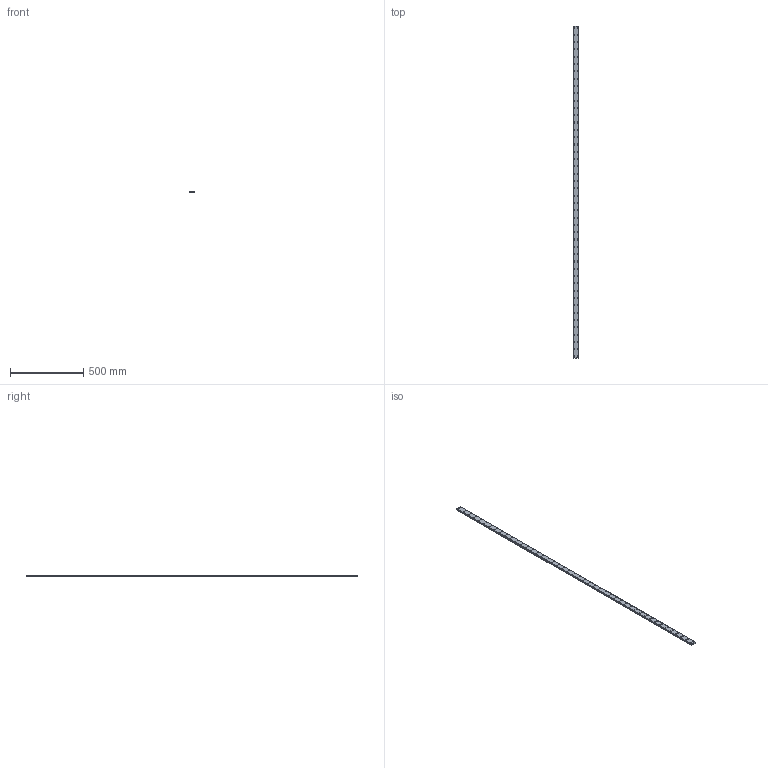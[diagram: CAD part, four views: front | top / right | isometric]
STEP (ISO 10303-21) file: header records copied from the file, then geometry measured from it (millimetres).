
FILE_DESCRIPTION(('STEP AP214'),'1');
FILE_NAME('cctmp_24C7C65F-3B18-4ED6-B8C9-C9B0C13A885A_2021_03_02_15_25_52_0128..stp','2021-03-02T14:25:52',('HIWIN GmbH'),('CADClick - www.CADClick.com'),'Spatial InterOp 3D',' ','unknown authorization');
FILE_SCHEMA(('AUTOMOTIVE_DESIGN'));
Length unit declared in the file: millimetre
Products named in the file (1): WER21R2270H_FILE
Bounding box: 37 x 2270 x 11 mm (x, y, z)
Volume: 840858.6 mm3; surface area: 246098.2 mm2
Topology: 1 solids, 1 shells, 931 faces, 1947 edges, 1298 vertices
Faces by surface type: cylinder 570, plane 361
Entity records: 32853 total; most frequent: DIRECTION 4951, CARTESIAN_POINT 4177, ORIENTED_EDGE 3894, AXIS2_PLACEMENT_3D 2072, EDGE_CURVE 1947, VERTEX_POINT 1298, EDGE_LOOP 1211, CIRCLE 1140
